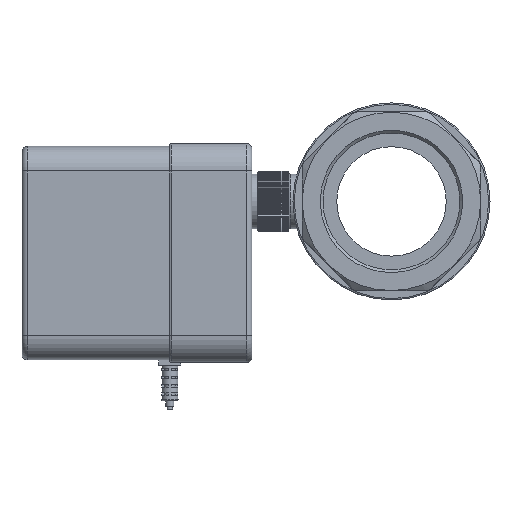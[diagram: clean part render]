
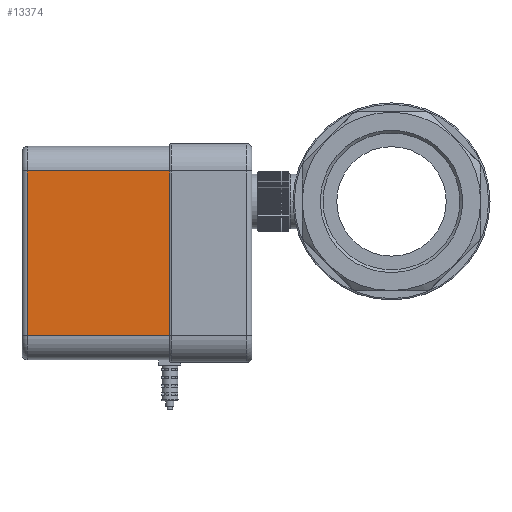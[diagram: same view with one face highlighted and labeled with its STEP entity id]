
A CAD part, left-side view. The second image highlights one B-rep face of the part: STEP entity #13374.
In plain terms, the highlighted face is planar.
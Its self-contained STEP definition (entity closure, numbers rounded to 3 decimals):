
#651=PLANE('',#14433);
#1421=LINE('',#21546,#2364);
#1429=LINE('',#21595,#2372);
#1440=LINE('',#21644,#2383);
#1441=LINE('',#21646,#2384);
#2364=VECTOR('',#16806,10.);
#2372=VECTOR('',#16870,10.);
#2383=VECTOR('',#16931,10.);
#2384=VECTOR('',#16934,10.);
#3138=FACE_OUTER_BOUND('',#3857,.T.);
#3857=EDGE_LOOP('',(#11093,#11094,#11095,#11096));
#5888=VERTEX_POINT('',#21543);
#5889=VERTEX_POINT('',#21545);
#5901=VERTEX_POINT('',#21592);
#5902=VERTEX_POINT('',#21594);
#7643=EDGE_CURVE('',#5888,#5889,#1421,.T.);
#7667=EDGE_CURVE('',#5901,#5902,#1429,.T.);
#7693=EDGE_CURVE('',#5888,#5902,#1440,.T.);
#7694=EDGE_CURVE('',#5889,#5901,#1441,.T.);
#11093=ORIENTED_EDGE('',*,*,#7667,.F.);
#11094=ORIENTED_EDGE('',*,*,#7694,.F.);
#11095=ORIENTED_EDGE('',*,*,#7643,.F.);
#11096=ORIENTED_EDGE('',*,*,#7693,.T.);
#13374=ADVANCED_FACE('',(#3138),#651,.T.);
#14433=AXIS2_PLACEMENT_3D('',#21645,#16932,#16933);
#16806=DIRECTION('',(0.,0.,1.));
#16870=DIRECTION('',(0.,0.,-1.));
#16931=DIRECTION('',(0.,1.,0.));
#16932=DIRECTION('center_axis',(1.,0.,0.));
#16933=DIRECTION('ref_axis',(0.,0.,-1.));
#16934=DIRECTION('',(0.,1.,0.));
#21543=CARTESIAN_POINT('',(30.5,30.,-30.));
#21545=CARTESIAN_POINT('',(30.5,30.,30.));
#21546=CARTESIAN_POINT('',(30.5,30.,15.));
#21592=CARTESIAN_POINT('',(30.5,82.,30.));
#21594=CARTESIAN_POINT('',(30.5,82.,-30.));
#21595=CARTESIAN_POINT('',(30.5,82.,15.));
#21644=CARTESIAN_POINT('',(30.5,30.,-30.));
#21645=CARTESIAN_POINT('Origin',(30.5,30.,30.));
#21646=CARTESIAN_POINT('',(30.5,30.,30.));
